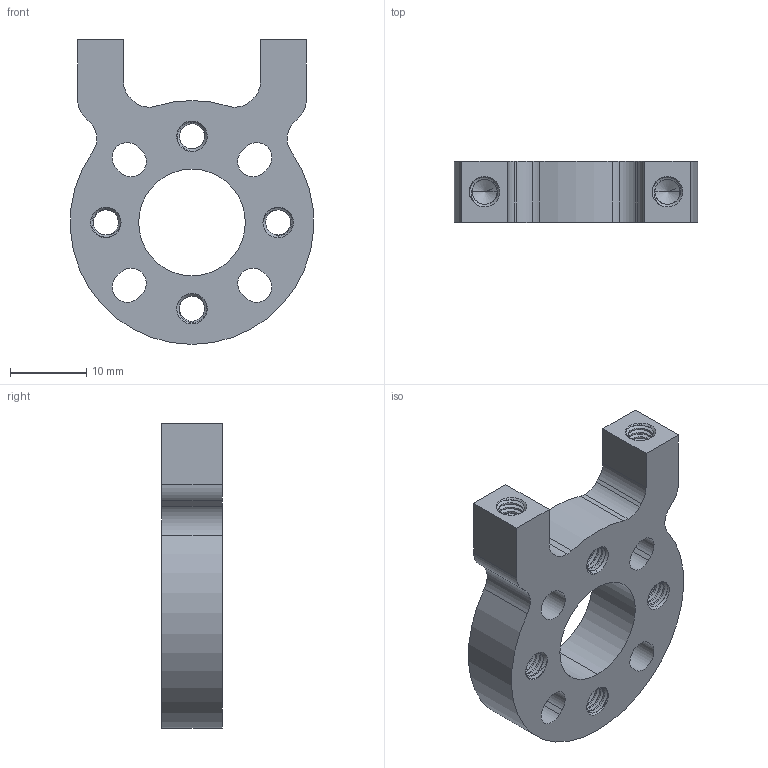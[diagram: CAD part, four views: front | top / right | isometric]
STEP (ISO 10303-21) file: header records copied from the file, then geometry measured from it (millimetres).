
FILE_DESCRIPTION (( 'STEP AP203' ), '1' );
FILE_NAME ('1200-0024-0001.STEP', '2018-01-10T16:43:39', ( '' ), ( '' ), 'SwSTEP 2.0', 'SolidWorks 2016', '' );
FILE_SCHEMA (( 'CONFIG_CONTROL_DESIGN' ));
Length unit declared in the file: millimetre
Products named in the file (1): 1200-0024-0001
Bounding box: 31.95 x 8 x 40 mm (x, y, z)
Volume: 5431.4 mm3; surface area: 4154 mm2
Topology: 1 solids, 1 shells, 349 faces, 1011 edges, 662 vertices
Faces by surface type: cylinder 279, cone 36, plane 22, bspline 12
Entity records: 27116 total; most frequent: CARTESIAN_POINT 19333, ORIENTED_EDGE 2014, DIRECTION 1269, EDGE_CURVE 1007, VERTEX_POINT 662, AXIS2_PLACEMENT_3D 460, EDGE_LOOP 369, LINE 349
